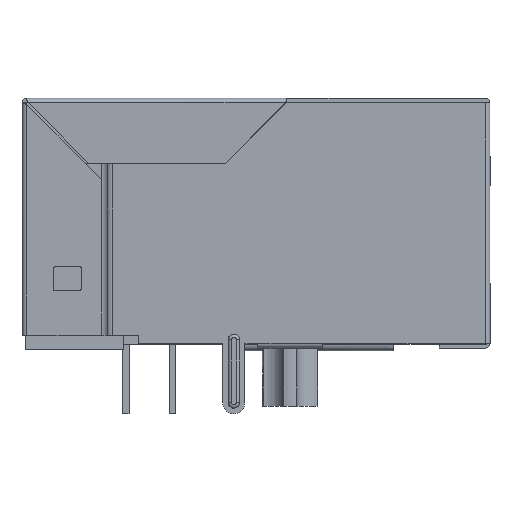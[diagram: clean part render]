
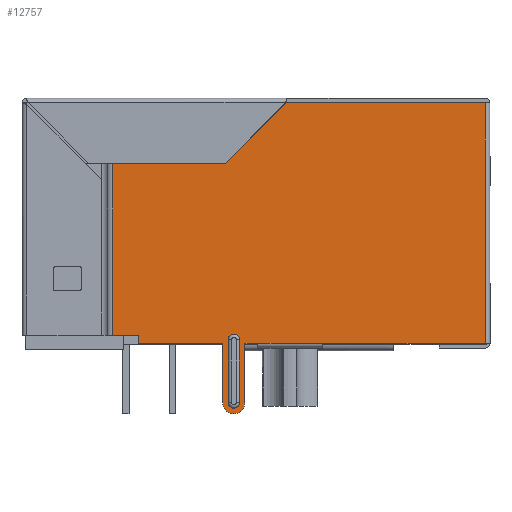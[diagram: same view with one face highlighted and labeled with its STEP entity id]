
A CAD part, left-side view. The second image highlights one B-rep face of the part: STEP entity #12757.
In plain terms, the highlighted face is planar.
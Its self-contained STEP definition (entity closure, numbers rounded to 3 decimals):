
#94=PLANE('',#13336);
#642=LINE('',#16644,#1598);
#656=LINE('',#16684,#1612);
#665=LINE('',#16708,#1621);
#689=LINE('',#16785,#1645);
#723=LINE('',#16871,#1679);
#724=LINE('',#16875,#1680);
#725=LINE('',#16876,#1681);
#726=LINE('',#16879,#1682);
#727=LINE('',#16881,#1683);
#728=LINE('',#16883,#1684);
#729=LINE('',#16887,#1685);
#730=LINE('',#16889,#1686);
#731=LINE('',#16891,#1687);
#732=LINE('',#16893,#1688);
#733=LINE('',#16894,#1689);
#1598=VECTOR('',#14126,1000.);
#1612=VECTOR('',#14164,1000.);
#1621=VECTOR('',#14187,1000.);
#1645=VECTOR('',#14243,1000.);
#1679=VECTOR('',#14311,1000.);
#1680=VECTOR('',#14314,1000.);
#1681=VECTOR('',#14315,1000.);
#1682=VECTOR('',#14316,1000.);
#1683=VECTOR('',#14317,1000.);
#1684=VECTOR('',#14318,1000.);
#1685=VECTOR('',#14321,1000.);
#1686=VECTOR('',#14322,1000.);
#1687=VECTOR('',#14323,1000.);
#1688=VECTOR('',#14324,1000.);
#1689=VECTOR('',#14325,1000.);
#2720=ORIENTED_EDGE('',*,*,#5413,.F.);
#2721=ORIENTED_EDGE('',*,*,#5414,.T.);
#2722=ORIENTED_EDGE('',*,*,#5415,.F.);
#2723=ORIENTED_EDGE('',*,*,#5416,.T.);
#2724=ORIENTED_EDGE('',*,*,#5417,.T.);
#2725=ORIENTED_EDGE('',*,*,#5418,.T.);
#2726=ORIENTED_EDGE('',*,*,#5419,.T.);
#2727=ORIENTED_EDGE('',*,*,#5420,.F.);
#2728=ORIENTED_EDGE('',*,*,#5421,.F.);
#2729=ORIENTED_EDGE('',*,*,#5422,.F.);
#2730=ORIENTED_EDGE('',*,*,#5423,.T.);
#2731=ORIENTED_EDGE('',*,*,#5424,.T.);
#2732=ORIENTED_EDGE('',*,*,#5425,.T.);
#2733=ORIENTED_EDGE('',*,*,#5325,.T.);
#2734=ORIENTED_EDGE('',*,*,#5305,.T.);
#2735=ORIENTED_EDGE('',*,*,#5338,.T.);
#2736=ORIENTED_EDGE('',*,*,#5371,.T.);
#2737=ORIENTED_EDGE('',*,*,#5426,.T.);
#5305=EDGE_CURVE('',#6670,#6668,#642,.T.);
#5325=EDGE_CURVE('',#6684,#6670,#656,.T.);
#5338=EDGE_CURVE('',#6668,#6691,#665,.T.);
#5371=EDGE_CURVE('',#6691,#6712,#689,.T.);
#5413=EDGE_CURVE('',#6746,#6747,#7518,.T.);
#5414=EDGE_CURVE('',#6746,#6748,#723,.T.);
#5415=EDGE_CURVE('',#6749,#6748,#7519,.T.);
#5416=EDGE_CURVE('',#6749,#6747,#724,.T.);
#5417=EDGE_CURVE('',#6750,#6751,#725,.T.);
#5418=EDGE_CURVE('',#6751,#6752,#726,.T.);
#5419=EDGE_CURVE('',#6752,#6753,#727,.T.);
#5420=EDGE_CURVE('',#6754,#6753,#728,.T.);
#5421=EDGE_CURVE('',#6755,#6754,#7520,.T.);
#5422=EDGE_CURVE('',#6756,#6755,#729,.T.);
#5423=EDGE_CURVE('',#6756,#6757,#730,.T.);
#5424=EDGE_CURVE('',#6757,#6758,#731,.T.);
#5425=EDGE_CURVE('',#6758,#6684,#732,.T.);
#5426=EDGE_CURVE('',#6712,#6750,#733,.T.);
#6668=VERTEX_POINT('',#16642);
#6670=VERTEX_POINT('',#16645);
#6684=VERTEX_POINT('',#16685);
#6691=VERTEX_POINT('',#16707);
#6712=VERTEX_POINT('',#16784);
#6746=VERTEX_POINT('',#16869);
#6747=VERTEX_POINT('',#16870);
#6748=VERTEX_POINT('',#16872);
#6749=VERTEX_POINT('',#16874);
#6750=VERTEX_POINT('',#16877);
#6751=VERTEX_POINT('',#16878);
#6752=VERTEX_POINT('',#16880);
#6753=VERTEX_POINT('',#16882);
#6754=VERTEX_POINT('',#16884);
#6755=VERTEX_POINT('',#16886);
#6756=VERTEX_POINT('',#16888);
#6757=VERTEX_POINT('',#16890);
#6758=VERTEX_POINT('',#16892);
#7518=CIRCLE('',#13337,0.3);
#7519=CIRCLE('',#13338,0.3);
#7520=CIRCLE('',#13339,0.6);
#7774=EDGE_LOOP('',(#2720,#2721,#2722,#2723));
#7775=EDGE_LOOP('',(#2724,#2725,#2726,#2727,#2728,#2729,#2730,#2731,#2732,
#2733,#2734,#2735,#2736,#2737));
#8342=FACE_BOUND('',#7774,.T.);
#8343=FACE_BOUND('',#7775,.T.);
#12757=ADVANCED_FACE('',(#8342,#8343),#94,.T.);
#13336=AXIS2_PLACEMENT_3D('',#16867,#14307,#14308);
#13337=AXIS2_PLACEMENT_3D('',#16868,#14309,#14310);
#13338=AXIS2_PLACEMENT_3D('',#16873,#14312,#14313);
#13339=AXIS2_PLACEMENT_3D('',#16885,#14319,#14320);
#14126=DIRECTION('',(0.,1.,0.));
#14164=DIRECTION('',(0.,0.,-1.));
#14187=DIRECTION('',(0.,0.707,0.707));
#14243=DIRECTION('',(0.,1.,0.));
#14307=DIRECTION('',(1.,0.,0.));
#14308=DIRECTION('',(0.,1.,0.));
#14309=DIRECTION('',(1.,0.,0.));
#14310=DIRECTION('',(0.,1.,0.));
#14311=DIRECTION('',(0.,0.,1.));
#14312=DIRECTION('',(1.,0.,0.));
#14313=DIRECTION('',(0.,1.,0.));
#14314=DIRECTION('',(0.,0.,-1.));
#14315=DIRECTION('',(0.,-1.,0.));
#14316=DIRECTION('',(0.,0.,1.));
#14317=DIRECTION('',(0.,-1.,0.));
#14318=DIRECTION('',(0.,0.,-1.));
#14319=DIRECTION('',(-1.,0.,0.));
#14320=DIRECTION('',(0.,-1.,0.));
#14321=DIRECTION('',(0.,0.,1.));
#14322=DIRECTION('',(0.,-1.,0.));
#14323=DIRECTION('',(0.,-1.,0.));
#14324=DIRECTION('',(0.,-1.,0.));
#14325=DIRECTION('',(0.,0.,1.));
#16642=CARTESIAN_POINT('',(8.1,-1.65,-6.5));
#16644=CARTESIAN_POINT('',(8.1,-12.491,-6.5));
#16645=CARTESIAN_POINT('',(8.1,-12.4,-6.5));
#16684=CARTESIAN_POINT('',(8.1,-12.4,6.5));
#16685=CARTESIAN_POINT('',(8.1,-12.4,6.5));
#16707=CARTESIAN_POINT('',(8.1,1.65,-3.2));
#16708=CARTESIAN_POINT('',(8.1,-0.571,-5.421));
#16784=CARTESIAN_POINT('',(8.1,7.75,-3.2));
#16785=CARTESIAN_POINT('',(8.1,-12.491,-3.2));
#16867=CARTESIAN_POINT('',(8.1,-12.491,6.5));
#16868=CARTESIAN_POINT('',(8.1,1.2,6.3));
#16869=CARTESIAN_POINT('',(8.1,0.9,6.3));
#16870=CARTESIAN_POINT('',(8.1,1.5,6.3));
#16871=CARTESIAN_POINT('',(8.1,0.9,6.5));
#16872=CARTESIAN_POINT('',(8.1,0.9,9.7));
#16873=CARTESIAN_POINT('',(8.1,1.2,9.7));
#16874=CARTESIAN_POINT('',(8.1,1.5,9.7));
#16875=CARTESIAN_POINT('',(8.1,1.5,6.5));
#16876=CARTESIAN_POINT('',(8.1,-12.491,6.05));
#16877=CARTESIAN_POINT('',(8.1,7.75,6.05));
#16878=CARTESIAN_POINT('',(8.1,6.35,6.05));
#16879=CARTESIAN_POINT('',(8.1,6.35,6.5));
#16880=CARTESIAN_POINT('',(8.1,6.35,6.5));
#16881=CARTESIAN_POINT('',(8.1,-12.491,6.5));
#16882=CARTESIAN_POINT('',(8.1,1.8,6.5));
#16883=CARTESIAN_POINT('',(8.1,1.8,9.7));
#16884=CARTESIAN_POINT('',(8.1,1.8,9.7));
#16885=CARTESIAN_POINT('',(8.1,1.2,9.7));
#16886=CARTESIAN_POINT('',(8.1,0.6,9.7));
#16887=CARTESIAN_POINT('',(8.1,0.6,6.5));
#16888=CARTESIAN_POINT('',(8.1,0.6,6.5));
#16889=CARTESIAN_POINT('',(8.1,-12.491,6.5));
#16890=CARTESIAN_POINT('',(8.1,-0.1,6.5));
#16891=CARTESIAN_POINT('',(8.1,-0.1,6.5));
#16892=CARTESIAN_POINT('',(8.1,-3.6,6.5));
#16893=CARTESIAN_POINT('',(8.1,-12.491,6.5));
#16894=CARTESIAN_POINT('',(8.1,7.75,-6.5));
